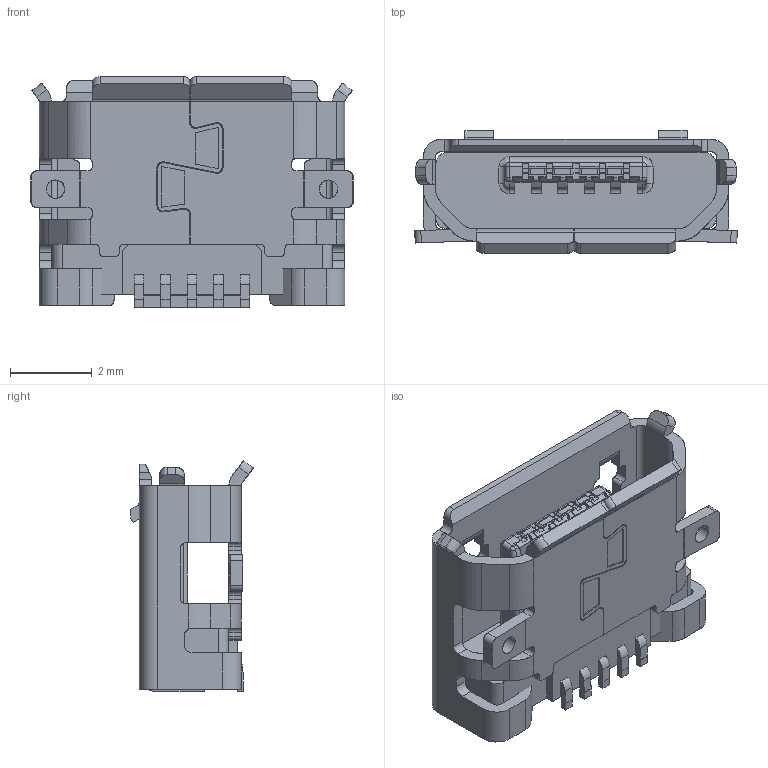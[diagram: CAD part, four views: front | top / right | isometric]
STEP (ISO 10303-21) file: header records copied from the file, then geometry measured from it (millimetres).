
FILE_DESCRIPTION (( 'STEP AP214' ), '1' );
FILE_NAME ('10118192-0001LF.stp', '2016-09-07T15:47:54', ( '' ), ( '' ), 'SwSTEP 2.0', 'SolidWorks 2016', '' );
FILE_SCHEMA (( 'AUTOMOTIVE_DESIGN' ));
Length unit declared in the file: millimetre
Products named in the file (1): 10118192-0001LF
Bounding box: 7.91 x 3.01 x 5.66 mm (x, y, z)
Surface area: 271.6 mm2 (no closed solid volume)
Topology: 0 solids, 628 shells, 642 faces, 3554 edges, 3536 vertices
Faces by surface type: plane 362, cylinder 242, bspline 28, cone 10
Entity records: 44080 total; most frequent: CARTESIAN_POINT 11518, DIRECTION 4672, ORIENTED_EDGE 3564, EDGE_CURVE 3550, VERTEX_POINT 3536, LINE 2466, VECTOR 2466, AXIS2_PLACEMENT_3D 1103
